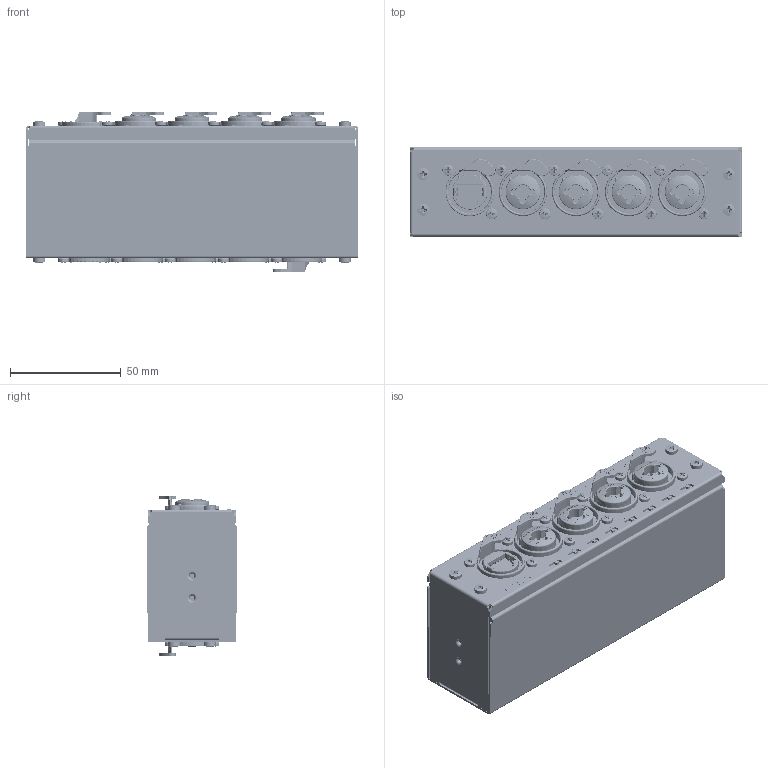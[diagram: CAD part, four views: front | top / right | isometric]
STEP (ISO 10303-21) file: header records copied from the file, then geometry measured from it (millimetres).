
FILE_DESCRIPTION((''),'2;1');
FILE_NAME('30009879','2022-08-02T11:07:01',('SYSTEM'),(''),'CREO PARAMETRIC BY PTC INC, 2021184','CREO PARAMETRIC BY PTC INC, 2021184','');
FILE_SCHEMA(('CONFIG_CONTROL_DESIGN'));
Products named in the file (1): 30009879
Bounding box: 150 x 40.89 x 72.54 mm (x, y, z)
Volume: 400282 mm3; surface area: 102410.8 mm2
Topology: 13 solids, 89 shells, 14191 faces, 37393 edges, 23438 vertices
Faces by surface type: plane 6811, cylinder 2880, bspline 1630, torus 1014, cone 780, sphere 634, extrusion 442
Entity records: 517392 total; most frequent: CARTESIAN_POINT 180483, ORIENTED_EDGE 74370, DIRECTION 64907, EDGE_CURVE 37273, VERTEX_POINT 23438, AXIS2_PLACEMENT_3D 22538, VECTOR 19831, LINE 19389
